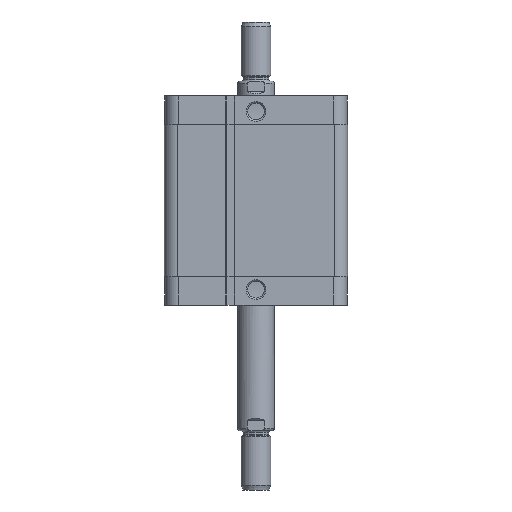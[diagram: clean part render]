
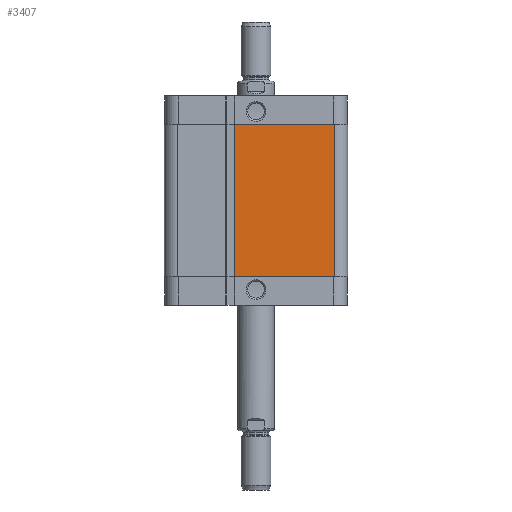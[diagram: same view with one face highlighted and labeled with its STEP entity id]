
A CAD part, left-side view. The second image highlights one B-rep face of the part: STEP entity #3407.
In plain terms, the highlighted planar face has unit normal (-1, 0, 0).
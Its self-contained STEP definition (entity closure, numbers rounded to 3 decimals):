
#3349=CARTESIAN_POINT('',(-62.,-53.,103.0));
#3350=VERTEX_POINT('',#3349);
#3358=CARTESIAN_POINT('',(-62.,-53.,0.0));
#3359=VERTEX_POINT('',#3358);
#3360=CARTESIAN_POINT('',(-62.,-53.,0.0));
#3361=DIRECTION('',(0.0,0.0,1.0));
#3362=VECTOR('',#3361,103.0);
#3363=LINE('',#3360,#3362);
#3364=EDGE_CURVE('',#3359,#3350,#3363,.T.);
#3377=CARTESIAN_POINT('',(-62.,-53.,0.0));
#3378=DIRECTION('',(-1.0,0.0,0.0));
#3379=DIRECTION('',(0.0,0.0,1.0));
#3380=AXIS2_PLACEMENT_3D('',#3377,#3378,#3379);
#3381=PLANE('',#3380);
#3382=CARTESIAN_POINT('',(-62.,14.25,103.0));
#3383=VERTEX_POINT('',#3382);
#3384=CARTESIAN_POINT('',(-62.,-53.,103.0));
#3385=DIRECTION('',(0.0,1.0,0.0));
#3386=VECTOR('',#3385,67.25);
#3387=LINE('',#3384,#3386);
#3388=EDGE_CURVE('',#3350,#3383,#3387,.T.);
#3389=ORIENTED_EDGE('',*,*,#3388,.T.);
#3390=CARTESIAN_POINT('',(-62.,14.25,0.0));
#3391=VERTEX_POINT('',#3390);
#3392=CARTESIAN_POINT('',(-62.,14.25,0.0));
#3393=DIRECTION('',(0.0,0.0,1.0));
#3394=VECTOR('',#3393,103.0);
#3395=LINE('',#3392,#3394);
#3396=EDGE_CURVE('',#3391,#3383,#3395,.T.);
#3397=ORIENTED_EDGE('',*,*,#3396,.F.);
#3398=CARTESIAN_POINT('',(-62.,-53.,0.0));
#3399=DIRECTION('',(0.0,1.0,0.0));
#3400=VECTOR('',#3399,67.25);
#3401=LINE('',#3398,#3400);
#3402=EDGE_CURVE('',#3359,#3391,#3401,.T.);
#3403=ORIENTED_EDGE('',*,*,#3402,.F.);
#3404=ORIENTED_EDGE('',*,*,#3364,.T.);
#3405=EDGE_LOOP('',(#3389,#3397,#3403,#3404));
#3406=FACE_OUTER_BOUND('',#3405,.T.);
#3407=ADVANCED_FACE('',(#3406),#3381,.T.);
